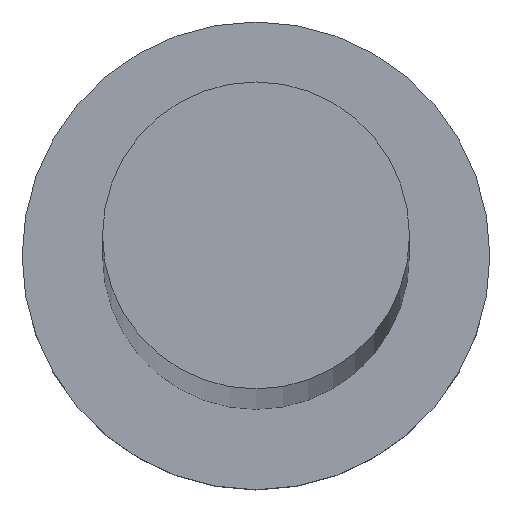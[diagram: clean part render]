
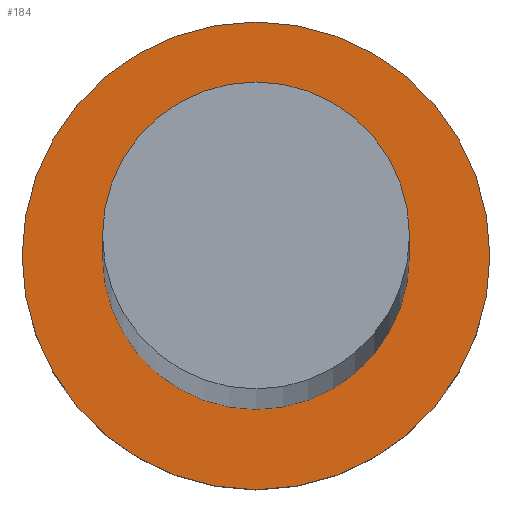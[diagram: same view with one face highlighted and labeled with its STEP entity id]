
A CAD part, top view. The second image highlights one B-rep face of the part: STEP entity #184.
In plain terms, the highlighted planar face has unit normal (0, 0, 1).
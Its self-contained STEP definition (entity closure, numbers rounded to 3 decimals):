
#3 = AXIS2_PLACEMENT_3D ( 'NONE', #12, #132, #148 ) ;
#12 = CARTESIAN_POINT ( 'NONE',  ( 0., 0., 5. ) ) ;
#13 = VERTEX_POINT ( 'NONE', #37 ) ;
#14 = ORIENTED_EDGE ( 'NONE', *, *, #67, .T. ) ;
#25 = CARTESIAN_POINT ( 'NONE',  ( 5.25, 0., 5. ) ) ;
#29 = CIRCLE ( 'NONE', #203, 5.25 ) ;
#30 = EDGE_LOOP ( 'NONE', ( #231, #65 ) ) ;
#32 = CARTESIAN_POINT ( 'NONE',  ( 8., 0., 5. ) ) ;
#34 = DIRECTION ( 'NONE',  ( 1., 0., 0. ) ) ;
#37 = CARTESIAN_POINT ( 'NONE',  ( -5.25, 0., 5. ) ) ;
#41 = AXIS2_PLACEMENT_3D ( 'NONE', #171, #130, #233 ) ;
#50 = AXIS2_PLACEMENT_3D ( 'NONE', #116, #150, #34 ) ;
#61 = EDGE_CURVE ( 'NONE', #162, #102, #66, .T. ) ;
#64 = DIRECTION ( 'NONE',  ( 0., 0., 1. ) ) ;
#65 = ORIENTED_EDGE ( 'NONE', *, *, #86, .F. ) ;
#66 = CIRCLE ( 'NONE', #41, 8. ) ;
#67 = EDGE_CURVE ( 'NONE', #102, #162, #131, .T. ) ;
#74 = DIRECTION ( 'NONE',  ( 1., 0., 0. ) ) ;
#81 = DIRECTION ( 'NONE',  ( 1., 0., 0. ) ) ;
#83 = ORIENTED_EDGE ( 'NONE', *, *, #61, .T. ) ;
#86 = EDGE_CURVE ( 'NONE', #217, #13, #29, .T. ) ;
#96 = FACE_OUTER_BOUND ( 'NONE', #110, .T. ) ;
#101 = PLANE ( 'NONE',  #174 ) ;
#102 = VERTEX_POINT ( 'NONE', #32 ) ;
#110 = EDGE_LOOP ( 'NONE', ( #83, #14 ) ) ;
#116 = CARTESIAN_POINT ( 'NONE',  ( 0., 0., 5. ) ) ;
#130 = DIRECTION ( 'NONE',  ( 0., 0., 1. ) ) ;
#131 = CIRCLE ( 'NONE', #3, 8. ) ;
#132 = DIRECTION ( 'NONE',  ( 0., 0., 1. ) ) ;
#142 = EDGE_CURVE ( 'NONE', #13, #217, #166, .T. ) ;
#145 = DIRECTION ( 'NONE',  ( 0., 0., 1. ) ) ;
#148 = DIRECTION ( 'NONE',  ( 1., 0., 0. ) ) ;
#150 = DIRECTION ( 'NONE',  ( 0., 0., 1. ) ) ;
#157 = CARTESIAN_POINT ( 'NONE',  ( -8., 0., 5. ) ) ;
#162 = VERTEX_POINT ( 'NONE', #157 ) ;
#166 = CIRCLE ( 'NONE', #50, 5.25 ) ;
#171 = CARTESIAN_POINT ( 'NONE',  ( 0., 0., 5. ) ) ;
#174 = AXIS2_PLACEMENT_3D ( 'NONE', #221, #64, #81 ) ;
#184 = ADVANCED_FACE ( 'NONE', ( #237, #96 ), #101, .T. ) ;
#187 = CARTESIAN_POINT ( 'NONE',  ( 0., 0., 5. ) ) ;
#203 = AXIS2_PLACEMENT_3D ( 'NONE', #187, #145, #74 ) ;
#217 = VERTEX_POINT ( 'NONE', #25 ) ;
#221 = CARTESIAN_POINT ( 'NONE',  ( 0., 0., 5. ) ) ;
#231 = ORIENTED_EDGE ( 'NONE', *, *, #142, .F. ) ;
#233 = DIRECTION ( 'NONE',  ( 1., 0., 0. ) ) ;
#237 = FACE_BOUND ( 'NONE', #30, .T. ) ;
